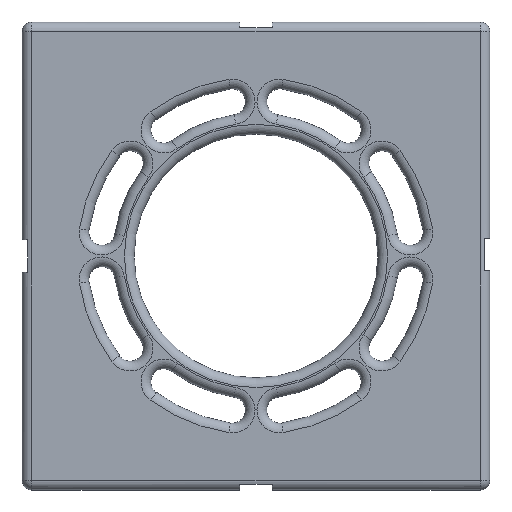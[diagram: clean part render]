
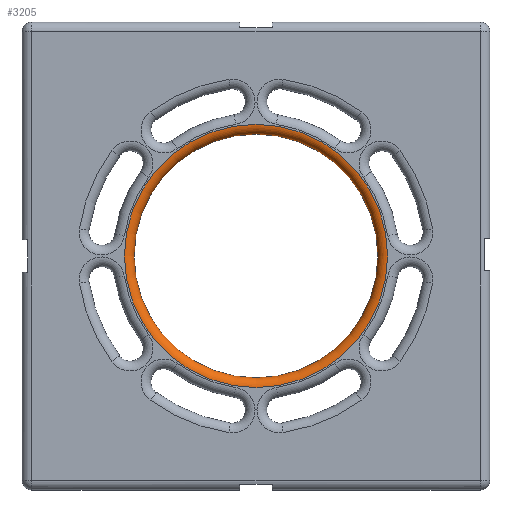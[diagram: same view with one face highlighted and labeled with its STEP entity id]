
A CAD part, top view. The second image highlights one B-rep face of the part: STEP entity #3205.
In plain terms, the highlighted toroidal (fillet/blend) face has major radius 405 mm and minor radius 30 mm.
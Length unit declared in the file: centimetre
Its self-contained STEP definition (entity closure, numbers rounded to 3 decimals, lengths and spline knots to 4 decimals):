
#93=TOROIDAL_SURFACE('',#3714,40.5,3.);
#455=CIRCLE('',#3624,40.5);
#510=CIRCLE('',#3715,3.);
#511=CIRCLE('',#3716,37.5);
#512=CIRCLE('',#3717,37.5);
#697=FACE_OUTER_BOUND('',#923,.T.);
#923=EDGE_LOOP('',(#2908,#2909,#2910,#2911,#2912));
#1532=VERTEX_POINT('',#5753);
#1552=VERTEX_POINT('',#5871);
#1553=VERTEX_POINT('',#5873);
#1959=EDGE_CURVE('',#1532,#1532,#455,.T.);
#2021=EDGE_CURVE('',#1532,#1552,#510,.T.);
#2022=EDGE_CURVE('',#1552,#1553,#511,.T.);
#2023=EDGE_CURVE('',#1553,#1552,#512,.T.);
#2908=ORIENTED_EDGE('',*,*,#1959,.T.);
#2909=ORIENTED_EDGE('',*,*,#2021,.T.);
#2910=ORIENTED_EDGE('',*,*,#2022,.T.);
#2911=ORIENTED_EDGE('',*,*,#2023,.T.);
#2912=ORIENTED_EDGE('',*,*,#2021,.F.);
#3205=ADVANCED_FACE('',(#697),#93,.T.);
#3624=AXIS2_PLACEMENT_3D('',#5754,#4692,#4693);
#3714=AXIS2_PLACEMENT_3D('',#5870,#4879,#4880);
#3715=AXIS2_PLACEMENT_3D('',#5872,#4881,#4882);
#3716=AXIS2_PLACEMENT_3D('',#5874,#4883,#4884);
#3717=AXIS2_PLACEMENT_3D('',#5875,#4885,#4886);
#4692=DIRECTION('center_axis',(0.,0.,1.));
#4693=DIRECTION('ref_axis',(1.,0.,0.));
#4879=DIRECTION('center_axis',(0.,0.,-1.));
#4880=DIRECTION('ref_axis',(0.,1.,0.));
#4881=DIRECTION('center_axis',(-1.,0.,0.));
#4882=DIRECTION('ref_axis',(0.,-1.,0.));
#4883=DIRECTION('center_axis',(0.,0.,-1.));
#4884=DIRECTION('ref_axis',(1.,0.,0.));
#4885=DIRECTION('center_axis',(0.,0.,-1.));
#4886=DIRECTION('ref_axis',(1.,0.,0.));
#5753=CARTESIAN_POINT('',(26.3641,132.9348,1.5));
#5754=CARTESIAN_POINT('Origin',(26.3641,173.4348,1.5));
#5870=CARTESIAN_POINT('Origin',(26.3641,173.4348,-1.5));
#5871=CARTESIAN_POINT('',(26.3641,135.9348,-1.5));
#5872=CARTESIAN_POINT('Origin',(26.3641,132.9348,-1.5));
#5873=CARTESIAN_POINT('',(-11.1359,173.4348,-1.5));
#5874=CARTESIAN_POINT('Origin',(26.3641,173.4348,-1.5));
#5875=CARTESIAN_POINT('Origin',(26.3641,173.4348,-1.5));
